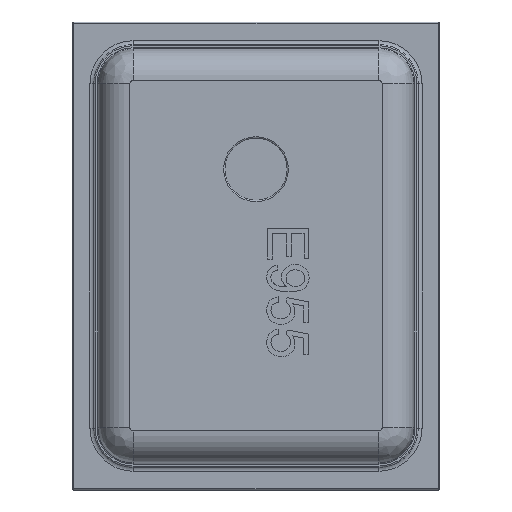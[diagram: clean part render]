
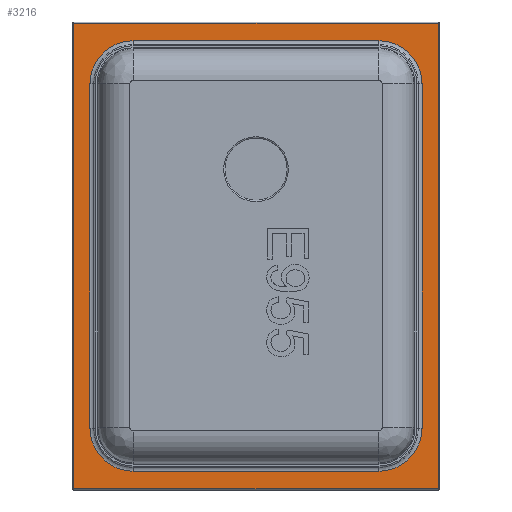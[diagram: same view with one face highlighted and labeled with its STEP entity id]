
A CAD part, top view. The second image highlights one B-rep face of the part: STEP entity #3216.
In plain terms, the highlighted planar face has unit normal (0, 0, 1).
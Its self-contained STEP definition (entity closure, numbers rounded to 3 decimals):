
#174=CIRCLE('',#3404,0.346);
#175=CIRCLE('',#3405,0.346);
#176=CIRCLE('',#3406,0.346);
#177=CIRCLE('',#3407,0.346);
#257=FACE_BOUND('',#641,.T.);
#297=PLANE('',#3403);
#437=FACE_OUTER_BOUND('',#640,.T.);
#640=EDGE_LOOP('',(#2705,#2706,#2707,#2708));
#641=EDGE_LOOP('',(#2709,#2710,#2711,#2712,#2713,#2714,#2715,#2716));
#876=LINE('',#5888,#1113);
#878=LINE('',#5898,#1115);
#880=LINE('',#5922,#1117);
#888=LINE('',#5941,#1125);
#899=LINE('',#5962,#1136);
#900=LINE('',#5966,#1137);
#901=LINE('',#5970,#1138);
#902=LINE('',#5973,#1139);
#1113=VECTOR('',#3835,10.);
#1115=VECTOR('',#3847,10.);
#1117=VECTOR('',#3875,10.);
#1125=VECTOR('',#3899,10.);
#1136=VECTOR('',#3924,10.);
#1137=VECTOR('',#3927,10.);
#1138=VECTOR('',#3930,10.);
#1139=VECTOR('',#3933,10.);
#1510=VERTEX_POINT('',#5869);
#1514=VERTEX_POINT('',#5880);
#1519=VERTEX_POINT('',#5893);
#1526=VERTEX_POINT('',#5914);
#1532=VERTEX_POINT('',#5958);
#1533=VERTEX_POINT('',#5959);
#1534=VERTEX_POINT('',#5961);
#1535=VERTEX_POINT('',#5963);
#1536=VERTEX_POINT('',#5965);
#1537=VERTEX_POINT('',#5967);
#1538=VERTEX_POINT('',#5969);
#1539=VERTEX_POINT('',#5971);
#1901=EDGE_CURVE('',#1514,#1510,#876,.T.);
#1906=EDGE_CURVE('',#1510,#1519,#878,.T.);
#1917=EDGE_CURVE('',#1526,#1514,#880,.T.);
#1928=EDGE_CURVE('',#1519,#1526,#888,.T.);
#1939=EDGE_CURVE('',#1532,#1533,#174,.T.);
#1940=EDGE_CURVE('',#1534,#1532,#899,.T.);
#1941=EDGE_CURVE('',#1535,#1534,#175,.T.);
#1942=EDGE_CURVE('',#1536,#1535,#900,.T.);
#1943=EDGE_CURVE('',#1537,#1536,#176,.T.);
#1944=EDGE_CURVE('',#1538,#1537,#901,.T.);
#1945=EDGE_CURVE('',#1539,#1538,#177,.T.);
#1946=EDGE_CURVE('',#1533,#1539,#902,.T.);
#2705=ORIENTED_EDGE('',*,*,#1901,.F.);
#2706=ORIENTED_EDGE('',*,*,#1917,.F.);
#2707=ORIENTED_EDGE('',*,*,#1928,.F.);
#2708=ORIENTED_EDGE('',*,*,#1906,.F.);
#2709=ORIENTED_EDGE('',*,*,#1939,.F.);
#2710=ORIENTED_EDGE('',*,*,#1940,.F.);
#2711=ORIENTED_EDGE('',*,*,#1941,.F.);
#2712=ORIENTED_EDGE('',*,*,#1942,.F.);
#2713=ORIENTED_EDGE('',*,*,#1943,.F.);
#2714=ORIENTED_EDGE('',*,*,#1944,.F.);
#2715=ORIENTED_EDGE('',*,*,#1945,.F.);
#2716=ORIENTED_EDGE('',*,*,#1946,.F.);
#3216=ADVANCED_FACE('',(#437,#257),#297,.F.);
#3403=AXIS2_PLACEMENT_3D('',#5957,#3920,#3921);
#3404=AXIS2_PLACEMENT_3D('',#5960,#3922,#3923);
#3405=AXIS2_PLACEMENT_3D('',#5964,#3925,#3926);
#3406=AXIS2_PLACEMENT_3D('',#5968,#3928,#3929);
#3407=AXIS2_PLACEMENT_3D('',#5972,#3931,#3932);
#3835=DIRECTION('',(-1.,0.,0.));
#3847=DIRECTION('',(0.,1.,0.));
#3875=DIRECTION('',(0.,-1.,0.));
#3899=DIRECTION('',(1.,0.,0.));
#3920=DIRECTION('center_axis',(0.,0.,-1.));
#3921=DIRECTION('ref_axis',(-1.,0.,0.));
#3922=DIRECTION('center_axis',(0.,0.,1.));
#3923=DIRECTION('ref_axis',(-0.707,0.707,0.));
#3924=DIRECTION('',(-1.,0.,0.));
#3925=DIRECTION('center_axis',(0.,0.,1.));
#3926=DIRECTION('ref_axis',(0.707,0.707,0.));
#3927=DIRECTION('',(0.,1.,0.));
#3928=DIRECTION('center_axis',(0.,0.,1.));
#3929=DIRECTION('ref_axis',(0.707,-0.707,0.));
#3930=DIRECTION('',(1.,0.,0.));
#3931=DIRECTION('center_axis',(0.,0.,1.));
#3932=DIRECTION('ref_axis',(-0.707,-0.707,0.));
#3933=DIRECTION('',(0.,-1.,0.));
#5869=CARTESIAN_POINT('',(-1.465,-1.87,0.23));
#5880=CARTESIAN_POINT('',(1.465,-1.87,0.23));
#5888=CARTESIAN_POINT('',(-0.738,-1.87,0.23));
#5893=CARTESIAN_POINT('',(-1.465,1.87,0.23));
#5898=CARTESIAN_POINT('',(-1.465,0.94,0.23));
#5914=CARTESIAN_POINT('',(1.465,1.87,0.23));
#5922=CARTESIAN_POINT('',(1.465,-0.94,0.23));
#5941=CARTESIAN_POINT('',(0.738,1.87,0.23));
#5957=CARTESIAN_POINT('Origin',(0.,0.,0.23));
#5958=CARTESIAN_POINT('',(-0.988,1.729,0.23));
#5959=CARTESIAN_POINT('',(-1.334,1.383,0.23));
#5960=CARTESIAN_POINT('Origin',(-0.988,1.383,0.23));
#5961=CARTESIAN_POINT('',(0.988,1.729,0.23));
#5962=CARTESIAN_POINT('',(0.,1.729,0.23));
#5963=CARTESIAN_POINT('',(1.334,1.383,0.23));
#5964=CARTESIAN_POINT('Origin',(0.988,1.383,0.23));
#5965=CARTESIAN_POINT('',(1.334,-1.383,0.23));
#5966=CARTESIAN_POINT('',(1.334,-0.692,0.23));
#5967=CARTESIAN_POINT('',(0.988,-1.729,0.23));
#5968=CARTESIAN_POINT('Origin',(0.988,-1.383,0.23));
#5969=CARTESIAN_POINT('',(-0.988,-1.729,0.23));
#5970=CARTESIAN_POINT('',(-0.494,-1.729,0.23));
#5971=CARTESIAN_POINT('',(-1.334,-1.383,0.23));
#5972=CARTESIAN_POINT('Origin',(-0.988,-1.383,0.23));
#5973=CARTESIAN_POINT('',(-1.334,0.692,0.23));
